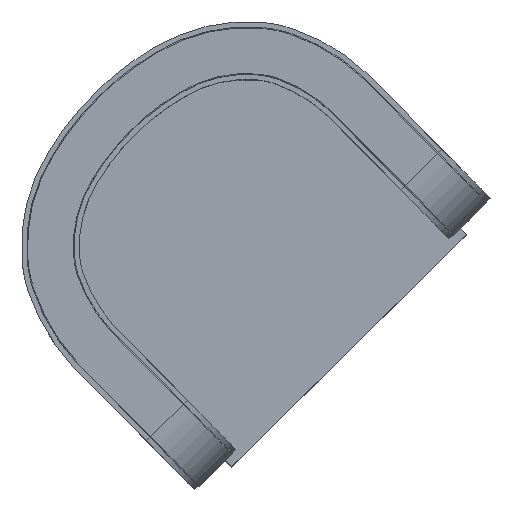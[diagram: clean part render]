
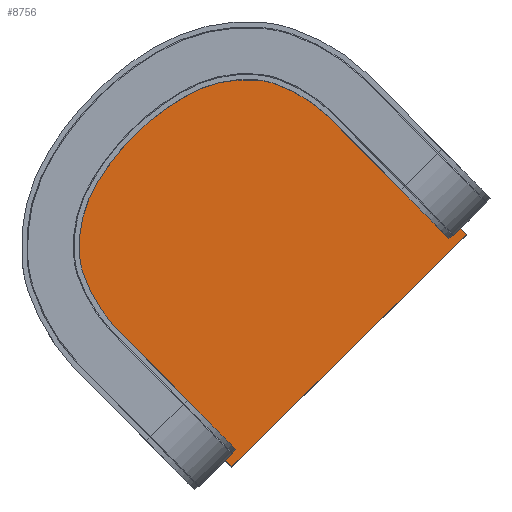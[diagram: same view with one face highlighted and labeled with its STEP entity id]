
A CAD part, top view. The second image highlights one B-rep face of the part: STEP entity #8756.
In plain terms, the highlighted planar face has unit normal (0, 0, 1).
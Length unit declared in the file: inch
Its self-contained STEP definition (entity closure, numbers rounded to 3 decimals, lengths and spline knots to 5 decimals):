
#316=PLANE('',#9687);
#1071=LINE('',#13981,#1433);
#1072=LINE('',#13983,#1434);
#1073=LINE('',#13984,#1435);
#1433=VECTOR('',#11304,0.3937);
#1434=VECTOR('',#11305,0.3937);
#1435=VECTOR('',#11306,0.3937);
#2053=FACE_OUTER_BOUND('',#2700,.T.);
#2700=EDGE_LOOP('',(#6590,#6591,#6592,#6593,#6594,#6595,#6596,#6597,#6598,
#6599));
#3458=CIRCLE('',#9682,7.);
#3460=CIRCLE('',#9685,22.06578);
#3462=CIRCLE('',#9688,10.);
#3463=CIRCLE('',#9689,17.55111);
#3464=CIRCLE('',#9690,10.);
#3465=CIRCLE('',#9691,7.);
#3466=CIRCLE('',#9692,22.06578);
#4046=VERTEX_POINT('',#13955);
#4047=VERTEX_POINT('',#13956);
#4050=VERTEX_POINT('',#13964);
#4052=VERTEX_POINT('',#13970);
#4053=VERTEX_POINT('',#13972);
#4054=VERTEX_POINT('',#13974);
#4055=VERTEX_POINT('',#13976);
#4056=VERTEX_POINT('',#13978);
#4057=VERTEX_POINT('',#13980);
#4058=VERTEX_POINT('',#13982);
#4926=EDGE_CURVE('',#4046,#4047,#3458,.T.);
#4930=EDGE_CURVE('',#4050,#4047,#3460,.T.);
#4933=EDGE_CURVE('',#4052,#4046,#3462,.T.);
#4934=EDGE_CURVE('',#4052,#4053,#3463,.T.);
#4935=EDGE_CURVE('',#4054,#4053,#3464,.T.);
#4936=EDGE_CURVE('',#4055,#4054,#3465,.T.);
#4937=EDGE_CURVE('',#4055,#4056,#3466,.T.);
#4938=EDGE_CURVE('',#4056,#4057,#1071,.T.);
#4939=EDGE_CURVE('',#4057,#4058,#1072,.T.);
#4940=EDGE_CURVE('',#4058,#4050,#1073,.T.);
#6590=ORIENTED_EDGE('',*,*,#4926,.F.);
#6591=ORIENTED_EDGE('',*,*,#4933,.F.);
#6592=ORIENTED_EDGE('',*,*,#4934,.T.);
#6593=ORIENTED_EDGE('',*,*,#4935,.F.);
#6594=ORIENTED_EDGE('',*,*,#4936,.F.);
#6595=ORIENTED_EDGE('',*,*,#4937,.T.);
#6596=ORIENTED_EDGE('',*,*,#4938,.T.);
#6597=ORIENTED_EDGE('',*,*,#4939,.T.);
#6598=ORIENTED_EDGE('',*,*,#4940,.T.);
#6599=ORIENTED_EDGE('',*,*,#4930,.T.);
#8756=ADVANCED_FACE('',(#2053),#316,.T.);
#9682=AXIS2_PLACEMENT_3D('',#13957,#11279,#11280);
#9685=AXIS2_PLACEMENT_3D('',#13965,#11287,#11288);
#9687=AXIS2_PLACEMENT_3D('',#13969,#11292,#11293);
#9688=AXIS2_PLACEMENT_3D('',#13971,#11294,#11295);
#9689=AXIS2_PLACEMENT_3D('',#13973,#11296,#11297);
#9690=AXIS2_PLACEMENT_3D('',#13975,#11298,#11299);
#9691=AXIS2_PLACEMENT_3D('',#13977,#11300,#11301);
#9692=AXIS2_PLACEMENT_3D('',#13979,#11302,#11303);
#11279=DIRECTION('center_axis',(0.,0.,-1.));
#11280=DIRECTION('ref_axis',(0.885,0.467,0.));
#11287=DIRECTION('center_axis',(0.,0.,1.));
#11288=DIRECTION('ref_axis',(1.,0.019,0.));
#11292=DIRECTION('center_axis',(0.,0.,1.));
#11293=DIRECTION('ref_axis',(1.,0.,0.));
#11294=DIRECTION('center_axis',(0.,0.,-1.));
#11295=DIRECTION('ref_axis',(0.322,0.947,0.));
#11296=DIRECTION('center_axis',(0.,0.,1.));
#11297=DIRECTION('ref_axis',(0.521,0.854,0.));
#11298=DIRECTION('center_axis',(0.,0.,-1.));
#11299=DIRECTION('ref_axis',(-0.322,0.947,0.));
#11300=DIRECTION('center_axis',(0.,0.,-1.));
#11301=DIRECTION('ref_axis',(-0.885,0.467,0.));
#11302=DIRECTION('center_axis',(0.,0.,1.));
#11303=DIRECTION('ref_axis',(-0.952,0.306,0.));
#11304=DIRECTION('',(0.,-1.,0.));
#11305=DIRECTION('',(1.,0.,0.));
#11306=DIRECTION('',(0.,1.,0.));
#13955=CARTESIAN_POINT('',(9.95202,7.93937,7.5));
#13956=CARTESIAN_POINT('',(11.46876,5.06372,7.5));
#13957=CARTESIAN_POINT('Origin',(4.6881,3.32512,7.5));
#13964=CARTESIAN_POINT('',(12.15625,0.,7.5));
#13965=CARTESIAN_POINT('Origin',(-9.90559,-0.41677,7.5));
#13969=CARTESIAN_POINT('Origin',(0.,-2.52946,
7.5));
#13970=CARTESIAN_POINT('',(5.65304,10.81468,7.5));
#13971=CARTESIAN_POINT('Origin',(2.43214,1.34759,7.5));
#13972=CARTESIAN_POINT('',(-5.65304,10.81468,7.5));
#13973=CARTESIAN_POINT('Origin',(0.,-5.80111,
7.5));
#13974=CARTESIAN_POINT('',(-9.95202,7.93937,7.5));
#13975=CARTESIAN_POINT('Origin',(-2.43214,1.34759,7.5));
#13976=CARTESIAN_POINT('',(-11.46876,5.06372,7.5));
#13977=CARTESIAN_POINT('Origin',(-4.6881,3.32512,7.5));
#13978=CARTESIAN_POINT('',(-12.15625,0.,7.5));
#13979=CARTESIAN_POINT('Origin',(9.90559,-0.41677,7.5));
#13980=CARTESIAN_POINT('',(-12.15625,-11.75,7.5));
#13981=CARTESIAN_POINT('',(-12.15625,0.,7.5));
#13982=CARTESIAN_POINT('',(12.15625,-11.75,7.5));
#13983=CARTESIAN_POINT('',(-12.15625,-11.75,7.5));
#13984=CARTESIAN_POINT('',(12.15625,-11.75,7.5));
